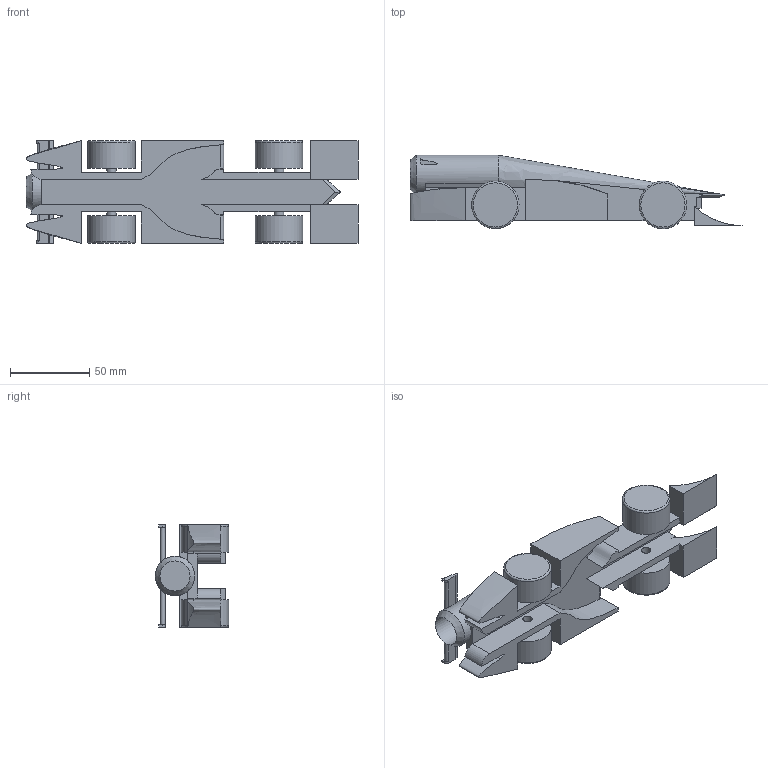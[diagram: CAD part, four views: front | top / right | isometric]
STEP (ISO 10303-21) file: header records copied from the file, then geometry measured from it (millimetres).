
FILE_DESCRIPTION(/* description */ (''),/* implementation_level */ '2;1');
FILE_NAME(/* name */ 'P8 [re-2].step',/* time_stamp */ '2024-03-25T20:20:59+04:00',/* author */ (''),/* organization */ (''),/* preprocessor_version */ 'ST-DEVELOPER v20',/* originating_system */ 'Autodesk Translation Framework v12.20.1.177',/* authorisation */ '');
FILE_SCHEMA (('AUTOMOTIVE_DESIGN { 1 0 10303 214 3 1 1 }'));
Length unit declared in the file: millimetre
Products named in the file (2): P8; F1 Wheel [P7-2]
Assembly tree (4 placements, depth 2):
  P8
    F1 Wheel [P7-2]  x4
Bounding box: 210 x 46.5 x 65 mm (x, y, z)
Volume: 178505.3 mm3; surface area: 58373.7 mm2
Topology: 5 solids, 5 shells, 136 faces, 337 edges, 213 vertices
Faces by surface type: plane 77, cylinder 32, bspline 22, torus 4, cone 1
Full cylindrical faces by diameter (mm): 6 x8, 19 x1, 25 x1, 30 x4
Entity records: 4506 total; most frequent: CARTESIAN_POINT 1675, ORIENTED_EDGE 622, DIRECTION 510, EDGE_CURVE 311, LINE 200, VECTOR 200, VERTEX_POINT 198, AXIS2_PLACEMENT_3D 155
